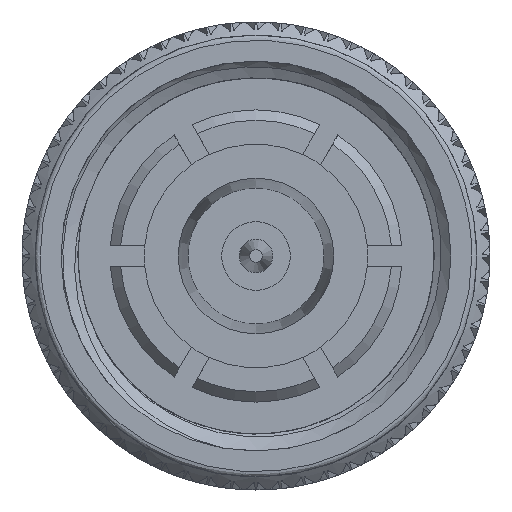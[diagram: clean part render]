
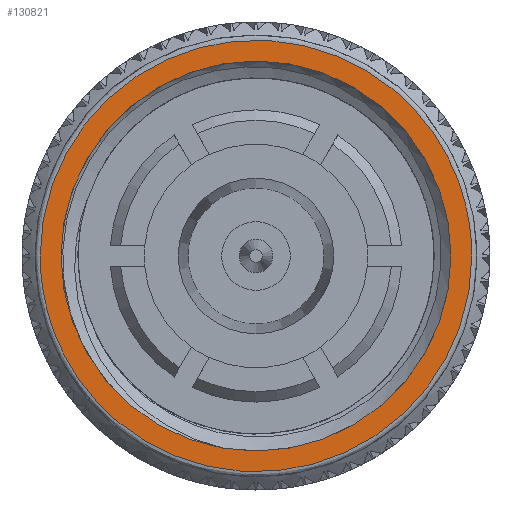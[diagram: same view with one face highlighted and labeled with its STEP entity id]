
A CAD part, left-side view. The second image highlights one B-rep face of the part: STEP entity #130821.
In plain terms, the highlighted planar face has unit normal (-1, 0, 0).
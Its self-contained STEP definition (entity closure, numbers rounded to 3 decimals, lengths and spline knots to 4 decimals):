
#2690 = CARTESIAN_POINT ( 'NONE',  ( 0., -0.415, -0.83 ) ) ;
#7608 = EDGE_CURVE ( 'NONE', #82530, #82530, #103228, .T. ) ;
#10592 = EDGE_LOOP ( 'NONE', ( #120651 ) ) ;
#12196 = CARTESIAN_POINT ( 'NONE',  ( 0., -0.415, 0.83 ) ) ;
#20511 =( BOUNDED_CURVE ( )  B_SPLINE_CURVE ( 3, ( #73697, #2690, #62292, #85639 ),
 .UNSPECIFIED., .F., .F. ) 
 B_SPLINE_CURVE_WITH_KNOTS ( ( 4, 4 ),
 ( 0., 1. ),
 .UNSPECIFIED. ) 
 CURVE ( )  GEOMETRIC_REPRESENTATION_ITEM ( )  RATIONAL_B_SPLINE_CURVE ( ( 1., 0.333, 0.333, 1. ) ) 
 REPRESENTATION_ITEM ( '' )  );
#22099 = CARTESIAN_POINT ( 'NONE',  ( 0., -0.415, 0. ) ) ;
#23747 = CARTESIAN_POINT ( 'NONE',  ( 0., 0.415, 0. ) ) ;
#27916 = FACE_OUTER_BOUND ( 'NONE', #57403, .T. ) ;
#35973 = DIRECTION ( 'NONE',  ( 1., 0., 0. ) ) ;
#36317 = ORIENTED_EDGE ( 'NONE', *, *, #150409, .F. ) ;
#47717 = AXIS2_PLACEMENT_3D ( 'NONE', #99634, #121360, #51977 ) ;
#51977 = DIRECTION ( 'NONE',  ( 0., 1., 0. ) ) ;
#57403 = EDGE_LOOP ( 'NONE', ( #36317, #66448 ) ) ;
#59952 = CARTESIAN_POINT ( 'NONE',  ( 0., 0.415, 0. ) ) ;
#60370 = DIRECTION ( 'NONE',  ( 0., -1., 0. ) ) ;
#62292 = CARTESIAN_POINT ( 'NONE',  ( 0., 0.415, -0.83 ) ) ;
#63392 = PLANE ( 'NONE',  #47717 ) ;
#66448 = ORIENTED_EDGE ( 'NONE', *, *, #138937, .F. ) ;
#71836 = CARTESIAN_POINT ( 'NONE',  ( 0., 0.415, 0.83 ) ) ;
#73697 = CARTESIAN_POINT ( 'NONE',  ( 0., -0.415, 0. ) ) ;
#82530 = VERTEX_POINT ( 'NONE', #89606 ) ;
#85639 = CARTESIAN_POINT ( 'NONE',  ( 0., 0.415, 0. ) ) ;
#89606 = CARTESIAN_POINT ( 'NONE',  ( 0., -0.375, 0. ) ) ;
#99634 = CARTESIAN_POINT ( 'NONE',  ( 0., 0., 0. ) ) ;
#100280 = VERTEX_POINT ( 'NONE', #106445 ) ;
#103228 = CIRCLE ( 'NONE', #126931, 0.375 ) ;
#106445 = CARTESIAN_POINT ( 'NONE',  ( 0., -0.415, 0. ) ) ;
#114968 =( BOUNDED_CURVE ( )  B_SPLINE_CURVE ( 3, ( #59952, #71836, #12196, #22099 ),
 .UNSPECIFIED., .F., .F. ) 
 B_SPLINE_CURVE_WITH_KNOTS ( ( 4, 4 ),
 ( 0., 1. ),
 .UNSPECIFIED. ) 
 CURVE ( )  GEOMETRIC_REPRESENTATION_ITEM ( )  RATIONAL_B_SPLINE_CURVE ( ( 1., 0.333, 0.333, 1. ) ) 
 REPRESENTATION_ITEM ( '' )  );
#115073 = FACE_BOUND ( 'NONE', #10592, .T. ) ;
#120651 = ORIENTED_EDGE ( 'NONE', *, *, #7608, .T. ) ;
#121360 = DIRECTION ( 'NONE',  ( 1., 0., 0. ) ) ;
#126931 = AXIS2_PLACEMENT_3D ( 'NONE', #153468, #35973, #60370 ) ;
#130821 = ADVANCED_FACE ( 'NONE', ( #27916, #115073 ), #63392, .F. ) ;
#138937 = EDGE_CURVE ( 'NONE', #100280, #144479, #20511, .T. ) ;
#144479 = VERTEX_POINT ( 'NONE', #23747 ) ;
#150409 = EDGE_CURVE ( 'NONE', #144479, #100280, #114968, .T. ) ;
#153468 = CARTESIAN_POINT ( 'NONE',  ( 0., 0., 0. ) ) ;
